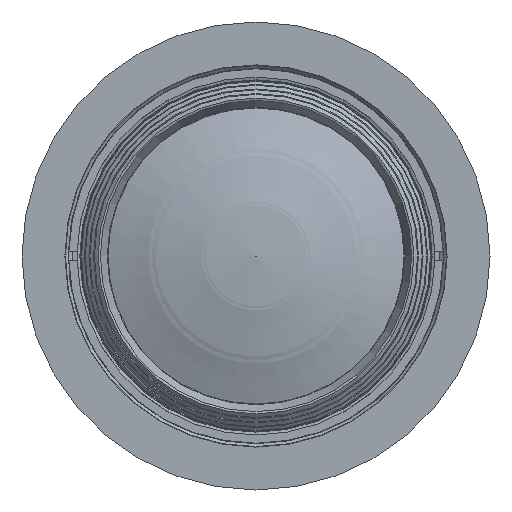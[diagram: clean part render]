
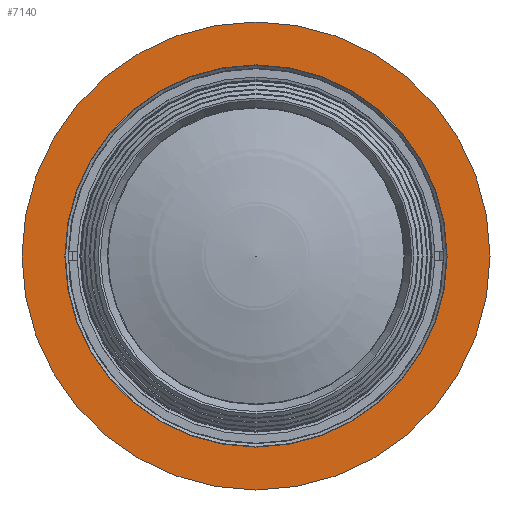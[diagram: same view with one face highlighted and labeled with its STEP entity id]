
A CAD part, left-side view. The second image highlights one B-rep face of the part: STEP entity #7140.
In plain terms, the highlighted planar face has unit normal (-1, 0, 0).
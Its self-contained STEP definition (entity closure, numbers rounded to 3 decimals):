
#3341=FACE_BOUND('',#9401,.T.);
#3342=FACE_BOUND('',#9402,.T.);
#4687=PLANE('',#25640);
#7140=ADVANCED_FACE('',(#3341,#3342),#4687,.F.);
#9401=EDGE_LOOP('',(#12478));
#9402=EDGE_LOOP('',(#12479));
#11312=CIRCLE('',#25638,19.6);
#11313=CIRCLE('',#25639,24.);
#12478=ORIENTED_EDGE('',*,*,#21070,.F.);
#12479=ORIENTED_EDGE('',*,*,#21071,.T.);
#18052=VERTEX_POINT('',#33053);
#18053=VERTEX_POINT('',#33055);
#21070=EDGE_CURVE('',#18052,#18052,#11312,.T.);
#21071=EDGE_CURVE('',#18053,#18053,#11313,.T.);
#25638=AXIS2_PLACEMENT_3D('',#33052,#27954,#27955);
#25639=AXIS2_PLACEMENT_3D('',#33054,#27956,#27957);
#25640=AXIS2_PLACEMENT_3D('',#33056,#27958,#27959);
#27954=DIRECTION('',(-1.,0.,0.));
#27955=DIRECTION('',(0.,0.,1.));
#27956=DIRECTION('',(-1.,0.,0.));
#27957=DIRECTION('',(0.,0.,1.));
#27958=DIRECTION('',(1.,0.,0.));
#27959=DIRECTION('',(0.,0.,-1.));
#33052=CARTESIAN_POINT('',(-62.349,0.,0.));
#33053=CARTESIAN_POINT('',(-62.349,0.,19.6));
#33054=CARTESIAN_POINT('',(-62.349,0.,0.));
#33055=CARTESIAN_POINT('',(-62.349,0.,24.));
#33056=CARTESIAN_POINT('',(-62.349,24.,0.));
